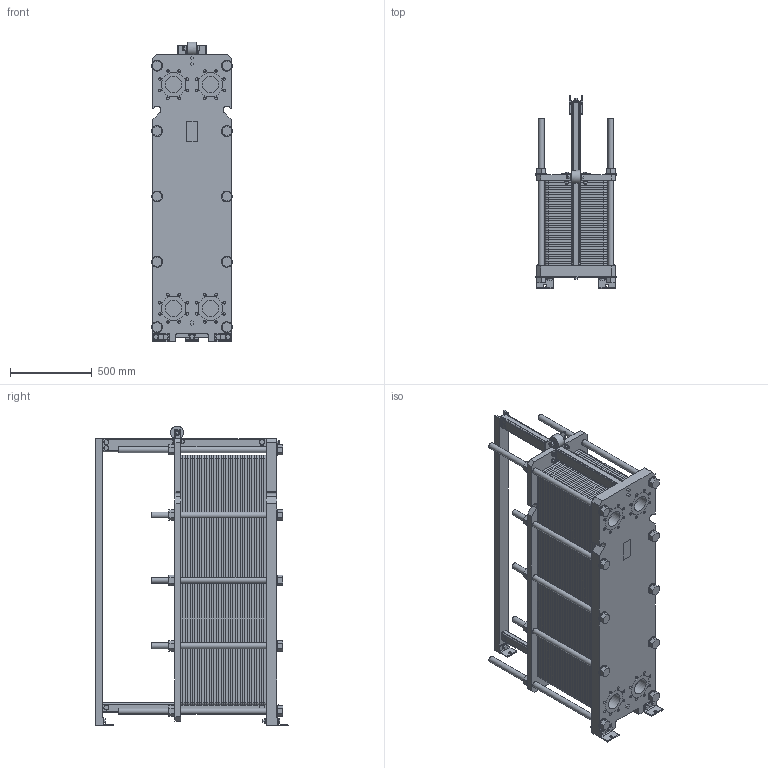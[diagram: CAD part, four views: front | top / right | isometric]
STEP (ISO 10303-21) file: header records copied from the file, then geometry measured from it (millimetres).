
FILE_DESCRIPTION(/* description */ (''),/* implementation_level */ '2;1');
FILE_NAME(/* name */ '3d_RLG-51-180-P10-8130200.stp',/* time_stamp */ '2020-09-01T14:15:52+02:00',/* author */ ('Andrzej'),/* organization */ (''),/* preprocessor_version */ 'ST-DEVELOPER v16.13',/* originating_system */ 'AutoCAD Mechanical',/* authorisation */ '');
FILE_SCHEMA (('AUTOMOTIVE_DESIGN { 1 0 10303 214 3 1 1 }'));
Length unit declared in the file: millimetre
Products named in the file (1): Product
Bounding box: 490.9 x 1175 x 1829.98 mm (x, y, z)
Volume: 396048513.6 mm3; surface area: 50082847.8 mm2
Topology: 38 solids, 40 shells, 1078 faces, 4384 edges, 5209 vertices
Faces by surface type: plane 749, cylinder 329
Full cylindrical faces by diameter (mm): 12 x4, 16 x37, 18 x3, 20 x1, 24 x8, 30 x31, 36 x20, 37 x2, 66 x20, 80 x1, 100 x4, 150 x4
Entity records: 45962 total; most frequent: CARTESIAN_POINT 10773, DIRECTION 7904, ORIENTED_EDGE 4984, LINE 2658, VECTOR 2658, AXIS2_PLACEMENT_3D 2623, EDGE_CURVE 2492, STYLED_ITEM 1766
